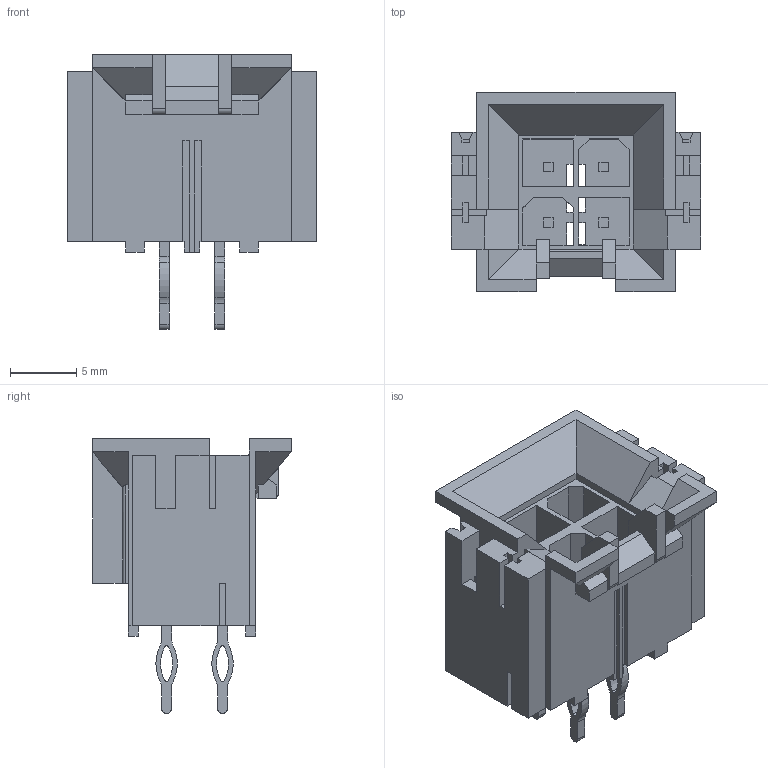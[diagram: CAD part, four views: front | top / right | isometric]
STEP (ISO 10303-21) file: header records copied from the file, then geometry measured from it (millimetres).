
FILE_DESCRIPTION((''),'2;1');
FILE_NAME('MOLEX_43879-0022.stp','2013-01-15T10:47:15',(''),(''),'Mechanical Desktop 2011','Mechanical Desktop 2011',', , ');
FILE_SCHEMA(('AUTOMOTIVE_DESIGN { 1 2 10303 214 1 1 1 1 }'));
Length unit declared in the file: millimetre
Products named in the file (1): Product
Bounding box: 18.81 x 15 x 20.72 mm (x, y, z)
Volume: 1882.7 mm3; surface area: 2310.9 mm2
Topology: 9 solids, 9 shells, 346 faces, 963 edges, 630 vertices
Faces by surface type: plane 275, cylinder 47, bspline 24
Entity records: 10983 total; most frequent: CARTESIAN_POINT 2012, ORIENTED_EDGE 1926, DIRECTION 1709, EDGE_CURVE 963, VECTOR 863, LINE 863, VERTEX_POINT 630, AXIS2_PLACEMENT_3D 423
